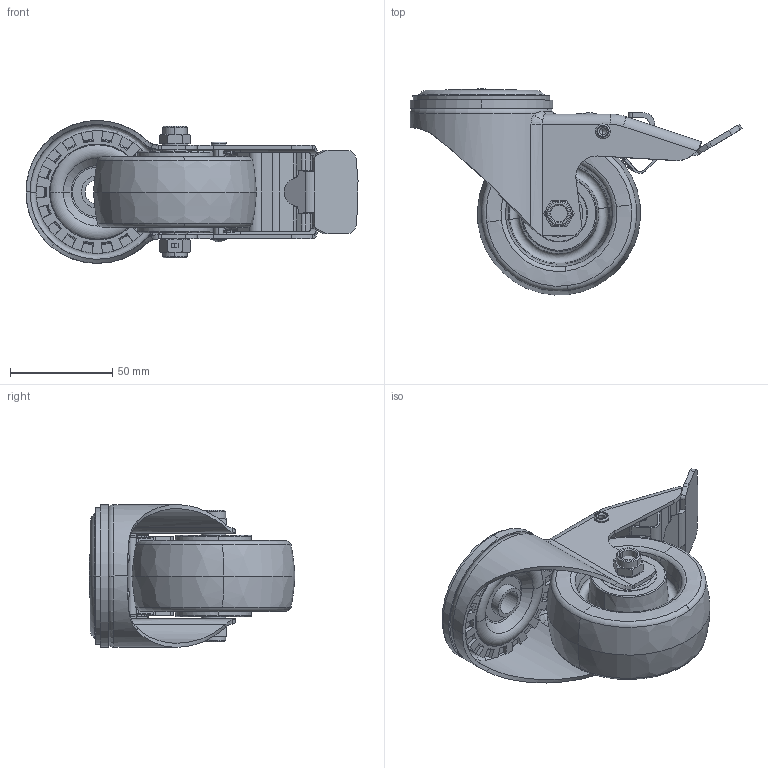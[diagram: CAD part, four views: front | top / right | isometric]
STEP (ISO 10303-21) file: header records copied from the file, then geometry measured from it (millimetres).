
FILE_DESCRIPTION (( 'STEP AP214' ), '1' );
FILE_NAME ('0055866.step', '2023-12-07T10:18:01', ( '' ), ( '' ), 'SwSTEP 2.0', 'SolidWorks 2020', '' );
FILE_SCHEMA (( 'AUTOMOTIVE_DESIGN' ));
Length unit declared in the file: millimetre
Products named in the file (1): 0055866
Bounding box: 162.71 x 100.94 x 70 mm (x, y, z)
Volume: 216854.3 mm3; surface area: 123522.1 mm2
Topology: 20 solids, 22 shells, 1539 faces, 3983 edges, 2480 vertices
Faces by surface type: plane 430, cylinder 398, torus 277, bspline 270, cone 160, sphere 4
Entity records: 77963 total; most frequent: CARTESIAN_POINT 25010, ORIENTED_EDGE 7930, DIRECTION 7133, EDGE_CURVE 3965, AXIS2_PLACEMENT_3D 2890, VERTEX_POINT 2480, CIRCLE 1620, EDGE_LOOP 1607
